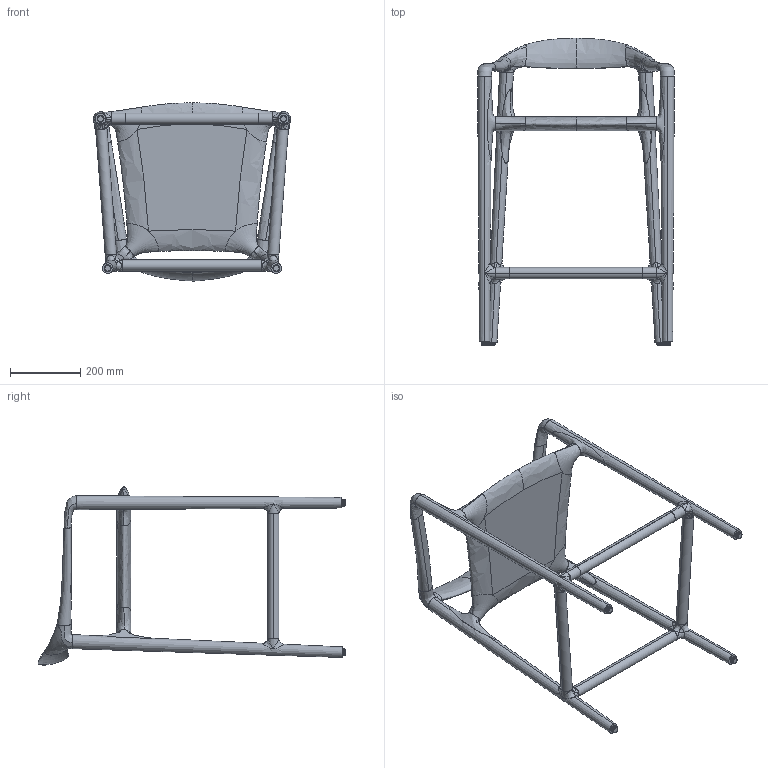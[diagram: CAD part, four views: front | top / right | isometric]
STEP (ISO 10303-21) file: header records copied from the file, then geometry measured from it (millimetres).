
FILE_DESCRIPTION (( 'STEP AP203' ), '1' );
FILE_NAME ('0. Sagrada bar chair 640 - sklop.STEP', '2023-11-23T10:53:08', ( '' ), ( '' ), 'SwSTEP 2.0', 'SolidWorks 2023', '' );
FILE_SCHEMA (( 'CONFIG_CONTROL_DESIGN' ));
Length unit declared in the file: millimetre
Products named in the file (1): 0. Sagrada bar chair 640 - sklop
Bounding box: 560 x 874.75 x 506.77 mm (x, y, z)
Volume: 11820802.9 mm3; surface area: 1223979 mm2
Topology: 35 solids, 35 shells, 761 faces, 1773 edges, 1120 vertices
Faces by surface type: cylinder 260, plane 238, bspline 129, torus 84, cone 32, sphere 18
Entity records: 70915 total; most frequent: CARTESIAN_POINT 54229, ORIENTED_EDGE 3498, DIRECTION 3366, EDGE_CURVE 1749, AXIS2_PLACEMENT_3D 1381, VERTEX_POINT 1112, EDGE_LOOP 837, ADVANCED_FACE 761
